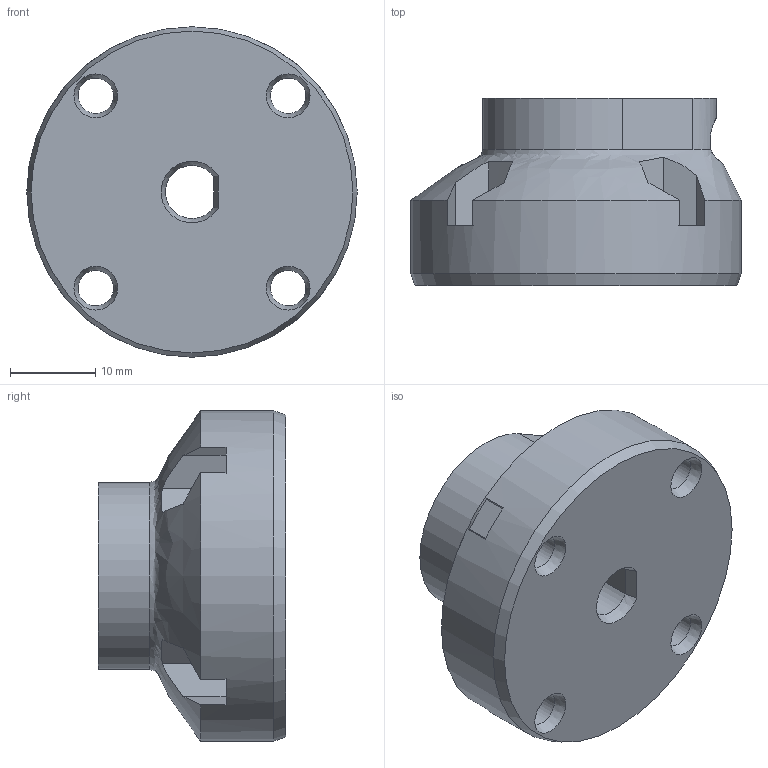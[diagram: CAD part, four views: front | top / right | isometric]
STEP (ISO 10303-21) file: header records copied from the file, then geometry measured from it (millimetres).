
FILE_DESCRIPTION(/* description */ (''),/* implementation_level */ '2;1');
FILE_NAME(/* name */ 'hub_mecanum_girlBot.stp',/* time_stamp */ '2022-01-20T16:50:09+03:00',/* author */ ('User'),/* organization */ (''),/* preprocessor_version */ 'ST-DEVELOPER v18',/* originating_system */ 'Autodesk Inventor 2020',/* authorisation */ '');
FILE_SCHEMA (('AUTOMOTIVE_DESIGN { 1 0 10303 214 3 1 1 }'));
Length unit declared in the file: millimetre
Products named in the file (1): hub_mecanum_girlBot
Bounding box: 38.85 x 22 x 38.85 mm (x, y, z)
Volume: 16706.1 mm3; surface area: 5510 mm2
Topology: 1 solids, 1 shells, 54 faces, 150 edges, 99 vertices
Faces by surface type: plane 36, cylinder 11, cone 6, bspline 1
Full cylindrical faces by diameter (mm): 3.2 x2, 4.15 x4, 5.5 x1, 38.85 x1
Entity records: 2200 total; most frequent: CARTESIAN_POINT 758, ORIENTED_EDGE 300, DIRECTION 274, EDGE_CURVE 150, VERTEX_POINT 99, AXIS2_PLACEMENT_3D 96, LINE 82, VECTOR 82
